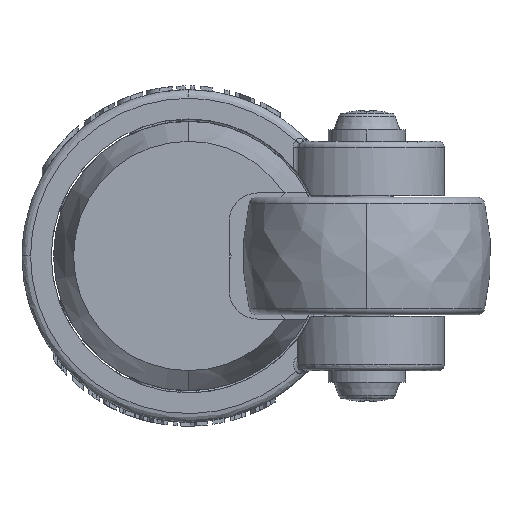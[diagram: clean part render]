
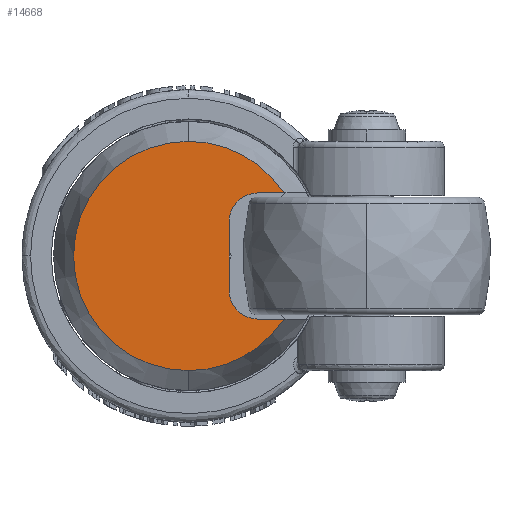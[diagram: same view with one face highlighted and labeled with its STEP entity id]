
A CAD part, front view. The second image highlights one B-rep face of the part: STEP entity #14668.
In plain terms, the highlighted planar face has unit normal (0, -1, 0).
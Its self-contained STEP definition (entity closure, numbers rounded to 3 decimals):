
#72 = LINE ( 'NONE', #18394, #17333 ) ;
#133 = CIRCLE ( 'NONE', #17183, 29.186 ) ;
#332 = CARTESIAN_POINT ( 'NONE',  ( -21.384, -46.581, 29.186 ) ) ;
#1173 = EDGE_CURVE ( 'NONE', #17084, #19459, #14330, .T. ) ;
#1371 = ORIENTED_EDGE ( 'NONE', *, *, #7676, .F. ) ;
#1643 = DIRECTION ( 'NONE',  ( 0., 0., -1. ) ) ;
#2154 = DIRECTION ( 'NONE',  ( 0., 0., -1. ) ) ;
#2464 = DIRECTION ( 'NONE',  ( 0., -1., 0. ) ) ;
#2473 = ORIENTED_EDGE ( 'NONE', *, *, #13831, .T. ) ;
#2620 = FACE_OUTER_BOUND ( 'NONE', #29383, .T. ) ;
#2634 = DIRECTION ( 'NONE',  ( 0., 1., 0. ) ) ;
#2876 = VERTEX_POINT ( 'NONE', #26097 ) ;
#3455 = EDGE_CURVE ( 'NONE', #8513, #17084, #72, .T. ) ;
#3732 = AXIS2_PLACEMENT_3D ( 'NONE', #25466, #6562, #2154 ) ;
#3956 = EDGE_CURVE ( 'NONE', #29704, #8513, #20747, .T. ) ;
#5080 = CARTESIAN_POINT ( 'NONE',  ( -3.69, -46.581, 8.756 ) ) ;
#5399 = CARTESIAN_POINT ( 'NONE',  ( -21.384, -46.581, 0. ) ) ;
#5610 = ORIENTED_EDGE ( 'NONE', *, *, #18160, .F. ) ;
#5976 = CARTESIAN_POINT ( 'NONE',  ( -3.69, -46.581, 16.052 ) ) ;
#6410 = LINE ( 'NONE', #5976, #20238 ) ;
#6540 = CARTESIAN_POINT ( 'NONE',  ( -21.384, -46.581, -29.186 ) ) ;
#6562 = DIRECTION ( 'NONE',  ( 0., 1., 0. ) ) ;
#7113 = CIRCLE ( 'NONE', #16371, 29.186 ) ;
#7676 = EDGE_CURVE ( 'NONE', #17391, #17742, #19118, .T. ) ;
#8206 = CARTESIAN_POINT ( 'NONE',  ( -21.384, -46.581, 0. ) ) ;
#8247 = DIRECTION ( 'NONE',  ( 1., 0., 0. ) ) ;
#8320 = ORIENTED_EDGE ( 'NONE', *, *, #3956, .T. ) ;
#8513 = VERTEX_POINT ( 'NONE', #28390 ) ;
#9300 = PLANE ( 'NONE',  #15057 ) ;
#10121 = CARTESIAN_POINT ( 'NONE',  ( -3.69, -46.581, 16.052 ) ) ;
#10225 = DIRECTION ( 'NONE',  ( -1., 0., 0. ) ) ;
#10607 = DIRECTION ( 'NONE',  ( 0., 1., 0. ) ) ;
#11732 = CARTESIAN_POINT ( 'NONE',  ( -50.892, -46.581, 29.537 ) ) ;
#11806 = ORIENTED_EDGE ( 'NONE', *, *, #1173, .T. ) ;
#11895 = CARTESIAN_POINT ( 'NONE',  ( -10.987, -46.581, 8.756 ) ) ;
#11900 = DIRECTION ( 'NONE',  ( -1., 0., 0. ) ) ;
#11955 = DIRECTION ( 'NONE',  ( 0., 0., 1. ) ) ;
#13154 = CARTESIAN_POINT ( 'NONE',  ( -3.69, -46.581, -16.052 ) ) ;
#13232 = AXIS2_PLACEMENT_3D ( 'NONE', #8206, #24380, #1643 ) ;
#13831 = EDGE_CURVE ( 'NONE', #2876, #17742, #7113, .T. ) ;
#14330 = CIRCLE ( 'NONE', #26975, 7.297 ) ;
#14668 = ADVANCED_FACE ( 'NONE', ( #2620 ), #9300, .T. ) ;
#14669 = DIRECTION ( 'NONE',  ( 0., -1., 0. ) ) ;
#15057 = AXIS2_PLACEMENT_3D ( 'NONE', #11732, #2464, #27748 ) ;
#15486 = DIRECTION ( 'NONE',  ( 0.835, 0., -0.55 ) ) ;
#16371 = AXIS2_PLACEMENT_3D ( 'NONE', #5399, #14669, #23981 ) ;
#17084 = VERTEX_POINT ( 'NONE', #11895 ) ;
#17183 = AXIS2_PLACEMENT_3D ( 'NONE', #27344, #10607, #15486 ) ;
#17333 = VECTOR ( 'NONE', #11955, 1000. ) ;
#17391 = VERTEX_POINT ( 'NONE', #6540 ) ;
#17742 = VERTEX_POINT ( 'NONE', #332 ) ;
#17905 = CARTESIAN_POINT ( 'NONE',  ( 2.991, -46.581, -16.052 ) ) ;
#18160 = EDGE_CURVE ( 'NONE', #21943, #17391, #133, .T. ) ;
#18394 = CARTESIAN_POINT ( 'NONE',  ( -10.987, -46.581, -8.756 ) ) ;
#19118 = CIRCLE ( 'NONE', #13232, 29.186 ) ;
#19459 = VERTEX_POINT ( 'NONE', #10121 ) ;
#20238 = VECTOR ( 'NONE', #8247, 1000. ) ;
#20747 = CIRCLE ( 'NONE', #3732, 7.297 ) ;
#21242 = ORIENTED_EDGE ( 'NONE', *, *, #23968, .T. ) ;
#21815 = ORIENTED_EDGE ( 'NONE', *, *, #28808, .T. ) ;
#21943 = VERTEX_POINT ( 'NONE', #17905 ) ;
#23196 = VECTOR ( 'NONE', #10225, 1000. ) ;
#23588 = ORIENTED_EDGE ( 'NONE', *, *, #3455, .T. ) ;
#23968 = EDGE_CURVE ( 'NONE', #21943, #29704, #26548, .T. ) ;
#23981 = DIRECTION ( 'NONE',  ( 0.835, 0., 0.55 ) ) ;
#24380 = DIRECTION ( 'NONE',  ( 0., 1., 0. ) ) ;
#25466 = CARTESIAN_POINT ( 'NONE',  ( -3.69, -46.581, -8.756 ) ) ;
#26097 = CARTESIAN_POINT ( 'NONE',  ( 2.991, -46.581, 16.052 ) ) ;
#26548 = LINE ( 'NONE', #28973, #23196 ) ;
#26975 = AXIS2_PLACEMENT_3D ( 'NONE', #5080, #2634, #11900 ) ;
#27344 = CARTESIAN_POINT ( 'NONE',  ( -21.384, -46.581, 0. ) ) ;
#27748 = DIRECTION ( 'NONE',  ( 0., 0., -1. ) ) ;
#28390 = CARTESIAN_POINT ( 'NONE',  ( -10.987, -46.581, -8.756 ) ) ;
#28808 = EDGE_CURVE ( 'NONE', #19459, #2876, #6410, .T. ) ;
#28973 = CARTESIAN_POINT ( 'NONE',  ( 2.991, -46.581, -16.052 ) ) ;
#29383 = EDGE_LOOP ( 'NONE', ( #8320, #23588, #11806, #21815, #2473, #1371, #5610, #21242 ) ) ;
#29704 = VERTEX_POINT ( 'NONE', #13154 ) ;
